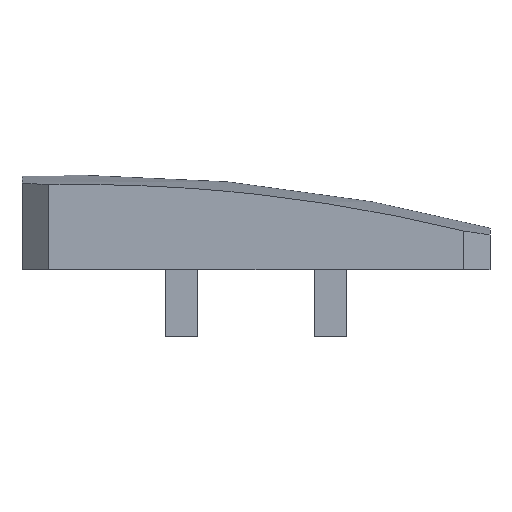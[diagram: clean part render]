
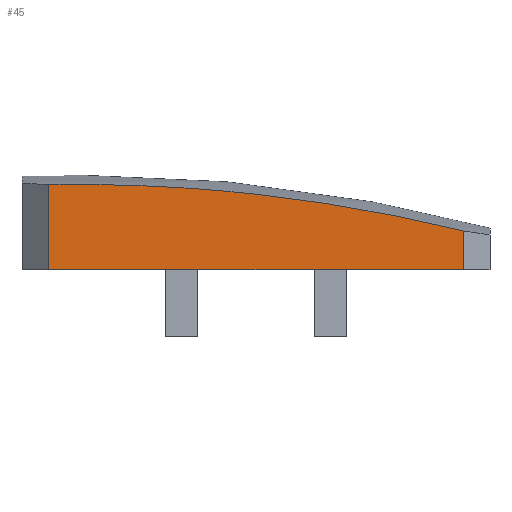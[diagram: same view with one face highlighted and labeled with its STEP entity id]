
A CAD part, left-side view. The second image highlights one B-rep face of the part: STEP entity #45.
In plain terms, the highlighted planar face has unit normal (-1, 0, 0).
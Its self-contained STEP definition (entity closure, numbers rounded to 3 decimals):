
#45 = ADVANCED_FACE('',(#46),#61,.F.);
#46 = FACE_BOUND('',#47,.F.);
#47 = EDGE_LOOP('',(#48,#118,#146,#174));
#48 = ORIENTED_EDGE('',*,*,#49,.T.);
#49 = EDGE_CURVE('',#50,#52,#54,.T.);
#50 = VERTEX_POINT('',#51);
#51 = CARTESIAN_POINT('',(-6.5,7.75,3.179));
#52 = VERTEX_POINT('',#53);
#53 = CARTESIAN_POINT('',(-6.5,-7.75,1.457));
#54 = SURFACE_CURVE('',#55,(#60,#72),.PCURVE_S1.);
#55 = CIRCLE('',#56,59.647);
#56 = AXIS2_PLACEMENT_3D('',#57,#58,#59);
#57 = CARTESIAN_POINT('',(-6.5,6.529,-56.456));
#58 = DIRECTION('',(1.,0.,0.));
#59 = DIRECTION('',(-0.,0.,1.));
#60 = PCURVE('',#61,#66);
#61 = PLANE('',#62);
#62 = AXIS2_PLACEMENT_3D('',#63,#64,#65);
#63 = CARTESIAN_POINT('',(-6.5,-8.75,0.));
#64 = DIRECTION('',(1.,0.,0.));
#65 = DIRECTION('',(0.,0.,1.));
#66 = DEFINITIONAL_REPRESENTATION('',(#67),#71);
#67 = CIRCLE('',#68,59.647);
#68 = AXIS2_PLACEMENT_2D('',#69,#70);
#69 = CARTESIAN_POINT('',(-56.456,-15.279));
#70 = DIRECTION('',(1.,0.));
#71 = ( GEOMETRIC_REPRESENTATION_CONTEXT(2) 
PARAMETRIC_REPRESENTATION_CONTEXT() REPRESENTATION_CONTEXT('2D SPACE',''
  ) );
#72 = PCURVE('',#73,#78);
#73 = SPHERICAL_SURFACE('',#74,60.);
#74 = AXIS2_PLACEMENT_3D('',#75,#76,#77);
#75 = CARTESIAN_POINT('',(0.,6.529,-56.456));
#76 = DIRECTION('',(0.,0.,1.));
#77 = DIRECTION('',(1.,0.,0.));
#78 = DEFINITIONAL_REPRESENTATION('',(#79),#117);
#79 = B_SPLINE_CURVE_WITH_KNOTS('',8,(#80,#81,#82,#83,#84,#85,#86,#87,
    #88,#89,#90,#91,#92,#93,#94,#95,#96,#97,#98,#99,#100,#101,#102,#103,
    #104,#105,#106,#107,#108,#109,#110,#111,#112,#113,#114,#115,#116),
  .UNSPECIFIED.,.F.,.F.,(9,7,7,7,7,9),(6.263,6.295,
    6.324,6.374,6.45,6.525),
  .UNSPECIFIED.);
#80 = CARTESIAN_POINT('',(2.956,1.46));
#81 = CARTESIAN_POINT('',(2.992,1.461));
#82 = CARTESIAN_POINT('',(3.029,1.462));
#83 = CARTESIAN_POINT('',(3.066,1.462));
#84 = CARTESIAN_POINT('',(3.104,1.462));
#85 = CARTESIAN_POINT('',(3.142,1.462));
#86 = CARTESIAN_POINT('',(3.179,1.462));
#87 = CARTESIAN_POINT('',(3.217,1.462));
#88 = CARTESIAN_POINT('',(3.287,1.461));
#89 = CARTESIAN_POINT('',(3.319,1.461));
#90 = CARTESIAN_POINT('',(3.351,1.46));
#91 = CARTESIAN_POINT('',(3.382,1.459));
#92 = CARTESIAN_POINT('',(3.413,1.458));
#93 = CARTESIAN_POINT('',(3.443,1.457));
#94 = CARTESIAN_POINT('',(3.472,1.456));
#95 = CARTESIAN_POINT('',(3.552,1.453));
#96 = CARTESIAN_POINT('',(3.6,1.45));
#97 = CARTESIAN_POINT('',(3.646,1.447));
#98 = CARTESIAN_POINT('',(3.689,1.444));
#99 = CARTESIAN_POINT('',(3.73,1.441));
#100 = CARTESIAN_POINT('',(3.768,1.437));
#101 = CARTESIAN_POINT('',(3.804,1.433));
#102 = CARTESIAN_POINT('',(3.888,1.423));
#103 = CARTESIAN_POINT('',(3.934,1.417));
#104 = CARTESIAN_POINT('',(3.975,1.41));
#105 = CARTESIAN_POINT('',(4.012,1.403));
#106 = CARTESIAN_POINT('',(4.046,1.395));
#107 = CARTESIAN_POINT('',(4.077,1.388));
#108 = CARTESIAN_POINT('',(4.105,1.38));
#109 = CARTESIAN_POINT('',(4.156,1.364));
#110 = CARTESIAN_POINT('',(4.18,1.356));
#111 = CARTESIAN_POINT('',(4.201,1.348));
#112 = CARTESIAN_POINT('',(4.221,1.34));
#113 = CARTESIAN_POINT('',(4.239,1.332));
#114 = CARTESIAN_POINT('',(4.255,1.323));
#115 = CARTESIAN_POINT('',(4.271,1.315));
#116 = CARTESIAN_POINT('',(4.285,1.306));
#117 = ( GEOMETRIC_REPRESENTATION_CONTEXT(2) 
PARAMETRIC_REPRESENTATION_CONTEXT() REPRESENTATION_CONTEXT('2D SPACE',''
  ) );
#118 = ORIENTED_EDGE('',*,*,#119,.F.);
#119 = EDGE_CURVE('',#120,#52,#122,.T.);
#120 = VERTEX_POINT('',#121);
#121 = CARTESIAN_POINT('',(-6.5,-7.75,0.));
#122 = SURFACE_CURVE('',#123,(#127,#134),.PCURVE_S1.);
#123 = LINE('',#124,#125);
#124 = CARTESIAN_POINT('',(-6.5,-7.75,0.));
#125 = VECTOR('',#126,1.);
#126 = DIRECTION('',(0.,0.,1.));
#127 = PCURVE('',#61,#128);
#128 = DEFINITIONAL_REPRESENTATION('',(#129),#133);
#129 = LINE('',#130,#131);
#130 = CARTESIAN_POINT('',(0.,-1.));
#131 = VECTOR('',#132,1.);
#132 = DIRECTION('',(1.,0.));
#133 = ( GEOMETRIC_REPRESENTATION_CONTEXT(2) 
PARAMETRIC_REPRESENTATION_CONTEXT() REPRESENTATION_CONTEXT('2D SPACE',''
  ) );
#134 = PCURVE('',#135,#140);
#135 = PLANE('',#136);
#136 = AXIS2_PLACEMENT_3D('',#137,#138,#139);
#137 = CARTESIAN_POINT('',(-6.,-8.25,0.));
#138 = DIRECTION('',(-0.707,-0.707,0.));
#139 = DIRECTION('',(-0.,-0.,-1.));
#140 = DEFINITIONAL_REPRESENTATION('',(#141),#145);
#141 = LINE('',#142,#143);
#142 = CARTESIAN_POINT('',(-0.,-0.707));
#143 = VECTOR('',#144,1.);
#144 = DIRECTION('',(-1.,0.));
#145 = ( GEOMETRIC_REPRESENTATION_CONTEXT(2) 
PARAMETRIC_REPRESENTATION_CONTEXT() REPRESENTATION_CONTEXT('2D SPACE',''
  ) );
#146 = ORIENTED_EDGE('',*,*,#147,.T.);
#147 = EDGE_CURVE('',#120,#148,#150,.T.);
#148 = VERTEX_POINT('',#149);
#149 = CARTESIAN_POINT('',(-6.5,7.75,0.));
#150 = SURFACE_CURVE('',#151,(#155,#162),.PCURVE_S1.);
#151 = LINE('',#152,#153);
#152 = CARTESIAN_POINT('',(-6.5,-8.75,0.));
#153 = VECTOR('',#154,1.);
#154 = DIRECTION('',(0.,1.,0.));
#155 = PCURVE('',#61,#156);
#156 = DEFINITIONAL_REPRESENTATION('',(#157),#161);
#157 = LINE('',#158,#159);
#158 = CARTESIAN_POINT('',(0.,0.));
#159 = VECTOR('',#160,1.);
#160 = DIRECTION('',(0.,-1.));
#161 = ( GEOMETRIC_REPRESENTATION_CONTEXT(2) 
PARAMETRIC_REPRESENTATION_CONTEXT() REPRESENTATION_CONTEXT('2D SPACE',''
  ) );
#162 = PCURVE('',#163,#168);
#163 = PLANE('',#164);
#164 = AXIS2_PLACEMENT_3D('',#165,#166,#167);
#165 = CARTESIAN_POINT('',(-6.5,-8.75,0.));
#166 = DIRECTION('',(0.,0.,1.));
#167 = DIRECTION('',(1.,0.,0.));
#168 = DEFINITIONAL_REPRESENTATION('',(#169),#173);
#169 = LINE('',#170,#171);
#170 = CARTESIAN_POINT('',(0.,0.));
#171 = VECTOR('',#172,1.);
#172 = DIRECTION('',(0.,1.));
#173 = ( GEOMETRIC_REPRESENTATION_CONTEXT(2) 
PARAMETRIC_REPRESENTATION_CONTEXT() REPRESENTATION_CONTEXT('2D SPACE',''
  ) );
#174 = ORIENTED_EDGE('',*,*,#175,.T.);
#175 = EDGE_CURVE('',#148,#50,#176,.T.);
#176 = SURFACE_CURVE('',#177,(#181,#188),.PCURVE_S1.);
#177 = LINE('',#178,#179);
#178 = CARTESIAN_POINT('',(-6.5,7.75,0.));
#179 = VECTOR('',#180,1.);
#180 = DIRECTION('',(0.,0.,1.));
#181 = PCURVE('',#61,#182);
#182 = DEFINITIONAL_REPRESENTATION('',(#183),#187);
#183 = LINE('',#184,#185);
#184 = CARTESIAN_POINT('',(0.,-16.5));
#185 = VECTOR('',#186,1.);
#186 = DIRECTION('',(1.,0.));
#187 = ( GEOMETRIC_REPRESENTATION_CONTEXT(2) 
PARAMETRIC_REPRESENTATION_CONTEXT() REPRESENTATION_CONTEXT('2D SPACE',''
  ) );
#188 = PCURVE('',#189,#194);
#189 = PLANE('',#190);
#190 = AXIS2_PLACEMENT_3D('',#191,#192,#193);
#191 = CARTESIAN_POINT('',(-6.,8.25,0.));
#192 = DIRECTION('',(0.707,-0.707,0.));
#193 = DIRECTION('',(-0.,-0.,-1.));
#194 = DEFINITIONAL_REPRESENTATION('',(#195),#199);
#195 = LINE('',#196,#197);
#196 = CARTESIAN_POINT('',(-0.,-0.707));
#197 = VECTOR('',#198,1.);
#198 = DIRECTION('',(-1.,0.));
#199 = ( GEOMETRIC_REPRESENTATION_CONTEXT(2) 
PARAMETRIC_REPRESENTATION_CONTEXT() REPRESENTATION_CONTEXT('2D SPACE',''
  ) );
